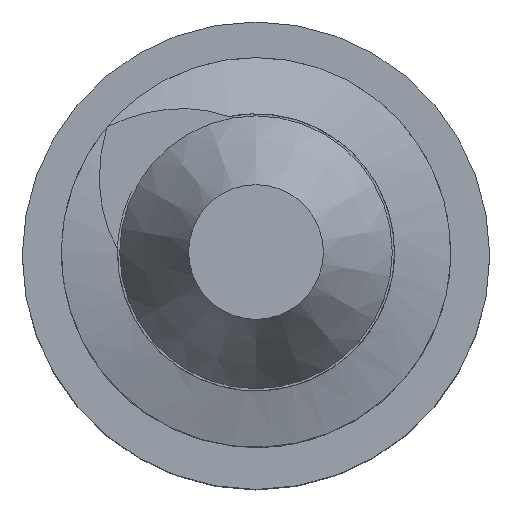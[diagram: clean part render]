
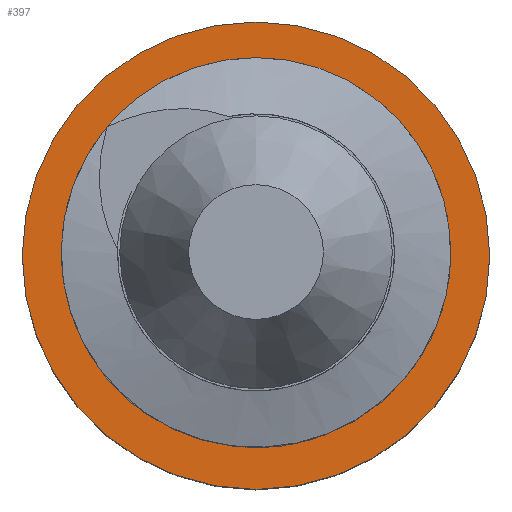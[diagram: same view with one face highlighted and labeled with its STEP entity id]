
A CAD part, top view. The second image highlights one B-rep face of the part: STEP entity #397.
In plain terms, the highlighted planar face has unit normal (0, 0, 1).
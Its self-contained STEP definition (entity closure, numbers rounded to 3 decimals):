
#16=FACE_BOUND('',#82,.T.);
#32=PLANE('',#446);
#56=FACE_OUTER_BOUND('',#81,.T.);
#81=EDGE_LOOP('',(#358));
#82=EDGE_LOOP('',(#359));
#95=CIRCLE('',#441,4.);
#96=CIRCLE('',#444,6.);
#199=VERTEX_POINT('',#1399);
#200=VERTEX_POINT('',#1404);
#253=EDGE_CURVE('',#199,#199,#95,.T.);
#254=EDGE_CURVE('',#200,#200,#96,.T.);
#358=ORIENTED_EDGE('',*,*,#254,.T.);
#359=ORIENTED_EDGE('',*,*,#253,.T.);
#397=ADVANCED_FACE('',(#56,#16),#32,.T.);
#441=AXIS2_PLACEMENT_3D('',#1401,#531,#532);
#444=AXIS2_PLACEMENT_3D('',#1405,#537,#538);
#446=AXIS2_PLACEMENT_3D('',#1409,#542,#543);
#531=DIRECTION('center_axis',(0.,0.,-1.));
#532=DIRECTION('ref_axis',(-1.,0.,0.));
#537=DIRECTION('center_axis',(0.,0.,1.));
#538=DIRECTION('ref_axis',(1.,0.,0.));
#542=DIRECTION('center_axis',(0.,0.,1.));
#543=DIRECTION('ref_axis',(1.,0.,0.));
#1399=CARTESIAN_POINT('',(4.,0.,8.));
#1401=CARTESIAN_POINT('Origin',(0.,0.,8.));
#1404=CARTESIAN_POINT('',(-6.,0.,8.));
#1405=CARTESIAN_POINT('Origin',(0.,0.,8.));
#1409=CARTESIAN_POINT('Origin',(0.,0.,8.));
